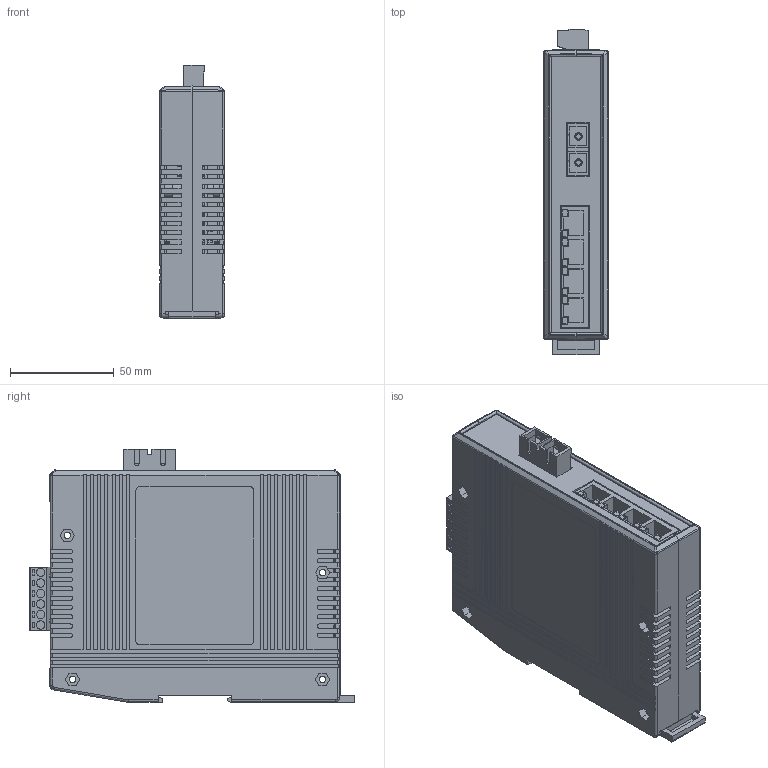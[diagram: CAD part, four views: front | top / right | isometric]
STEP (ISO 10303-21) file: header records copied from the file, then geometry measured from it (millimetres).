
FILE_DESCRIPTION (( 'STEP AP203' ), '1' );
FILE_NAME ('NS-205AFCS-T.STEP', '2022-08-22T10:17:27', ( '' ), ( '' ), 'SwSTEP 2.0', 'SolidWorks 2020', '' );
FILE_SCHEMA (( 'CONFIG_CONTROL_DESIGN' ));
Length unit declared in the file: millimetre
Products named in the file (15): ns-03.sldasm-Part-3; LED-UP-3P_RYG; NS-206AFT-T_PCB; 4SION1K0000013_NS-200_r; Data-Switch_5PIN; Block-5.08-06pin-M; 4SION1K0000012_NS-200_L; NS-205AFCS-T; 4SIN1K0000036_NS-206AFCS_F; 88E6060; 4PORT RJ45_(2DJ015-8C); AXFE-13311-0157(FCS); 4SIN1K0000037_NS-206AFCS_T; NSM-206AFCS-T_PCB_20120423; (X_T)DC-PowerPin(5.08)-6pin
Assembly tree (15 placements, depth 3):
  NS-205AFCS-T
    4SIN1K0000037_NS-206AFCS_T
    ns-03.sldasm-Part-3
    4SION1K0000013_NS-200_r
    4SIN1K0000036_NS-206AFCS_F
    4SION1K0000012_NS-200_L
    NSM-206AFCS-T_PCB_20120423
      AXFE-13311-0157(FCS)
      LED-UP-3P_RYG  x2
      NS-206AFT-T_PCB
      Block-5.08-06pin-M
      (X_T)DC-PowerPin(5.08)-6pin
      Data-Switch_5PIN
      4PORT RJ45_(2DJ015-8C)
      88E6060
Bounding box: 31 x 156.85 x 122.3 mm (x, y, z)
Volume: 134308.5 mm3; surface area: 148422.5 mm2
Topology: 14 solids, 14 shells, 2151 faces, 5926 edges, 3860 vertices
Faces by surface type: plane 1599, cylinder 414, bspline 82, sphere 44, cone 12
Entity records: 72271 total; most frequent: CARTESIAN_POINT 16821, ORIENTED_EDGE 11544, DIRECTION 10566, EDGE_CURVE 5772, VECTOR 4694, LINE 4694, VERTEX_POINT 3775, AXIS2_PLACEMENT_3D 2936
